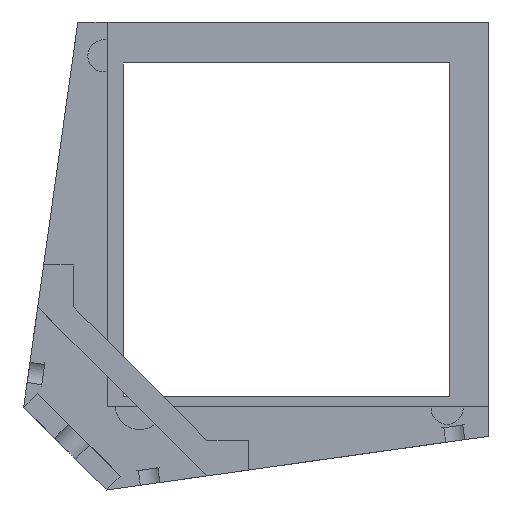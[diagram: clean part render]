
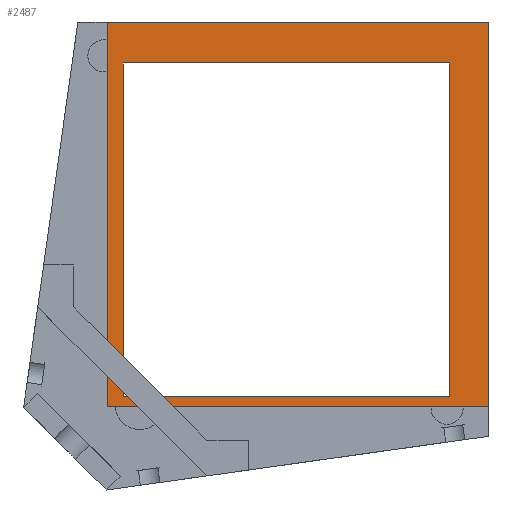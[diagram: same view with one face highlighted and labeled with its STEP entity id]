
A CAD part, front view. The second image highlights one B-rep face of the part: STEP entity #2487.
In plain terms, the highlighted planar face has unit normal (0, -1, 0).
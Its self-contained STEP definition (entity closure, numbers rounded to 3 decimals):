
#687=ORIENTED_EDGE('',*,*,#1151,.F.);
#688=ORIENTED_EDGE('',*,*,#1136,.T.);
#689=ORIENTED_EDGE('',*,*,#1146,.F.);
#690=ORIENTED_EDGE('',*,*,#1084,.F.);
#691=ORIENTED_EDGE('',*,*,#1082,.F.);
#692=ORIENTED_EDGE('',*,*,#1081,.F.);
#693=ORIENTED_EDGE('',*,*,#1080,.T.);
#694=ORIENTED_EDGE('',*,*,#1076,.F.);
#695=ORIENTED_EDGE('',*,*,#1073,.T.);
#696=ORIENTED_EDGE('',*,*,#1071,.F.);
#697=ORIENTED_EDGE('',*,*,#1150,.T.);
#698=ORIENTED_EDGE('',*,*,#1152,.T.);
#699=ORIENTED_EDGE('',*,*,#1067,.T.);
#700=ORIENTED_EDGE('',*,*,#1065,.F.);
#701=ORIENTED_EDGE('',*,*,#1064,.T.);
#702=ORIENTED_EDGE('',*,*,#1062,.F.);
#1062=EDGE_CURVE('',#1354,#1353,#1622,.T.);
#1064=EDGE_CURVE('',#1355,#1353,#1624,.T.);
#1065=EDGE_CURVE('',#1355,#1356,#1625,.T.);
#1067=EDGE_CURVE('',#1354,#1356,#1627,.T.);
#1071=EDGE_CURVE('',#1358,#1317,#1630,.T.);
#1073=EDGE_CURVE('',#1360,#1317,#1632,.T.);
#1076=EDGE_CURVE('',#1360,#1361,#1635,.T.);
#1080=EDGE_CURVE('',#1362,#1361,#1639,.T.);
#1081=EDGE_CURVE('',#1362,#1333,#1640,.T.);
#1082=EDGE_CURVE('',#1333,#1363,#1641,.T.);
#1084=EDGE_CURVE('',#1363,#1364,#1643,.T.);
#1136=EDGE_CURVE('',#1387,#1386,#1692,.T.);
#1146=EDGE_CURVE('',#1364,#1386,#1699,.T.);
#1150=EDGE_CURVE('',#1358,#1393,#1703,.T.);
#1151=EDGE_CURVE('',#1387,#1394,#1704,.T.);
#1152=EDGE_CURVE('',#1393,#1394,#1705,.T.);
#1317=VERTEX_POINT('',#3706);
#1333=VERTEX_POINT('',#3756);
#1353=VERTEX_POINT('',#3827);
#1354=VERTEX_POINT('',#3829);
#1355=VERTEX_POINT('',#3833);
#1356=VERTEX_POINT('',#3837);
#1358=VERTEX_POINT('',#3846);
#1360=VERTEX_POINT('',#3852);
#1361=VERTEX_POINT('',#3857);
#1362=VERTEX_POINT('',#3862);
#1363=VERTEX_POINT('',#3868);
#1364=VERTEX_POINT('',#3872);
#1386=VERTEX_POINT('',#3970);
#1387=VERTEX_POINT('',#3972);
#1393=VERTEX_POINT('',#3996);
#1394=VERTEX_POINT('',#4000);
#1622=LINE('',#3830,#1936);
#1624=LINE('',#3834,#1938);
#1625=LINE('',#3836,#1939);
#1627=LINE('',#3840,#1941);
#1630=LINE('',#3847,#1944);
#1632=LINE('',#3851,#1946);
#1635=LINE('',#3856,#1949);
#1639=LINE('',#3863,#1953);
#1640=LINE('',#3865,#1954);
#1641=LINE('',#3867,#1955);
#1643=LINE('',#3871,#1957);
#1692=LINE('',#3971,#2006);
#1699=LINE('',#3989,#2013);
#1703=LINE('',#3997,#2017);
#1704=LINE('',#3999,#2018);
#1705=LINE('',#4001,#2019);
#1936=VECTOR('',#3102,1000.);
#1938=VECTOR('',#3106,1000.);
#1939=VECTOR('',#3109,1000.);
#1941=VECTOR('',#3113,1000.);
#1944=VECTOR('',#3120,1000.);
#1946=VECTOR('',#3124,1000.);
#1949=VECTOR('',#3129,1000.);
#1953=VECTOR('',#3135,1000.);
#1954=VECTOR('',#3138,1000.);
#1955=VECTOR('',#3141,1000.);
#1957=VECTOR('',#3145,1000.);
#2006=VECTOR('',#3250,1000.);
#2013=VECTOR('',#3269,1000.);
#2017=VECTOR('',#3277,1000.);
#2018=VECTOR('',#3280,1000.);
#2019=VECTOR('',#3281,1000.);
#2143=EDGE_LOOP('',(#687,#688,#689,#690,#691,#692,#693,#694,#695,#696,#697,
#698));
#2144=EDGE_LOOP('',(#699,#700,#701,#702));
#2270=FACE_BOUND('',#2143,.T.);
#2271=FACE_BOUND('',#2144,.T.);
#2372=PLANE('',#2660);
#2487=ADVANCED_FACE('',(#2270,#2271),#2372,.F.);
#2660=AXIS2_PLACEMENT_3D('',#3998,#3278,#3279);
#3102=DIRECTION('',(-1.,0.,0.));
#3106=DIRECTION('',(0.,0.,1.));
#3109=DIRECTION('',(1.,0.,0.));
#3113=DIRECTION('',(0.,0.,-1.));
#3120=DIRECTION('',(-0.99,0.,-0.139));
#3124=DIRECTION('',(0.99,0.,0.139));
#3129=DIRECTION('',(0.,0.,1.));
#3135=DIRECTION('',(1.,0.,0.));
#3138=DIRECTION('',(0.,0.,1.));
#3141=DIRECTION('',(0.139,0.,0.99));
#3145=DIRECTION('',(1.,0.,0.));
#3250=DIRECTION('',(-1.,0.,0.));
#3269=DIRECTION('',(0.,0.,1.));
#3277=DIRECTION('',(0.,0.,1.));
#3278=DIRECTION('',(0.,1.,0.));
#3279=DIRECTION('',(0.,0.,1.));
#3280=DIRECTION('',(0.,0.,-1.));
#3281=DIRECTION('',(1.,0.,0.));
#3706=CARTESIAN_POINT('',(-58.71,74.5,-40.162));
#3756=CARTESIAN_POINT('',(-71.65,74.5,-27.992));
#3827=CARTESIAN_POINT('',(-56.604,74.5,41.255));
#3829=CARTESIAN_POINT('',(9.586,74.5,41.255));
#3830=CARTESIAN_POINT('',(9.586,74.5,41.255));
#3833=CARTESIAN_POINT('',(-56.604,74.5,-26.495));
#3834=CARTESIAN_POINT('',(-56.604,74.5,40.075));
#3836=CARTESIAN_POINT('',(-56.604,74.5,-26.495));
#3837=CARTESIAN_POINT('',(9.586,74.5,-26.495));
#3840=CARTESIAN_POINT('',(9.586,74.5,40.255));
#3846=CARTESIAN_POINT('',(8.386,74.5,-30.732));
#3847=CARTESIAN_POINT('',(0.678,74.5,-31.816));
#3851=CARTESIAN_POINT('',(-59.854,74.5,-40.323));
#3852=CARTESIAN_POINT('',(-59.854,74.5,-40.323));
#3856=CARTESIAN_POINT('',(-59.854,74.5,-88.935));
#3857=CARTESIAN_POINT('',(-59.854,74.5,-28.495));
#3862=CARTESIAN_POINT('',(-71.65,74.5,-28.495));
#3863=CARTESIAN_POINT('',(-81.096,74.5,-28.495));
#3865=CARTESIAN_POINT('',(-71.65,74.5,-27.992));
#3867=CARTESIAN_POINT('',(-71.313,74.5,-25.597));
#3868=CARTESIAN_POINT('',(-62.084,74.5,40.075));
#3871=CARTESIAN_POINT('',(-81.096,74.5,40.075));
#3872=CARTESIAN_POINT('',(-59.854,74.5,40.075));
#3970=CARTESIAN_POINT('',(-59.854,74.5,49.574));
#3971=CARTESIAN_POINT('',(-81.096,74.5,49.574));
#3972=CARTESIAN_POINT('',(17.506,74.5,49.574));
#3989=CARTESIAN_POINT('',(-59.854,74.5,-88.935));
#3996=CARTESIAN_POINT('',(8.386,74.5,-28.495));
#3997=CARTESIAN_POINT('',(8.386,74.5,-88.935));
#3998=CARTESIAN_POINT('',(-81.096,74.5,-24.901));
#3999=CARTESIAN_POINT('',(17.506,74.5,-24.901));
#4000=CARTESIAN_POINT('',(17.506,74.5,-28.495));
#4001=CARTESIAN_POINT('',(-81.096,74.5,-28.495));
